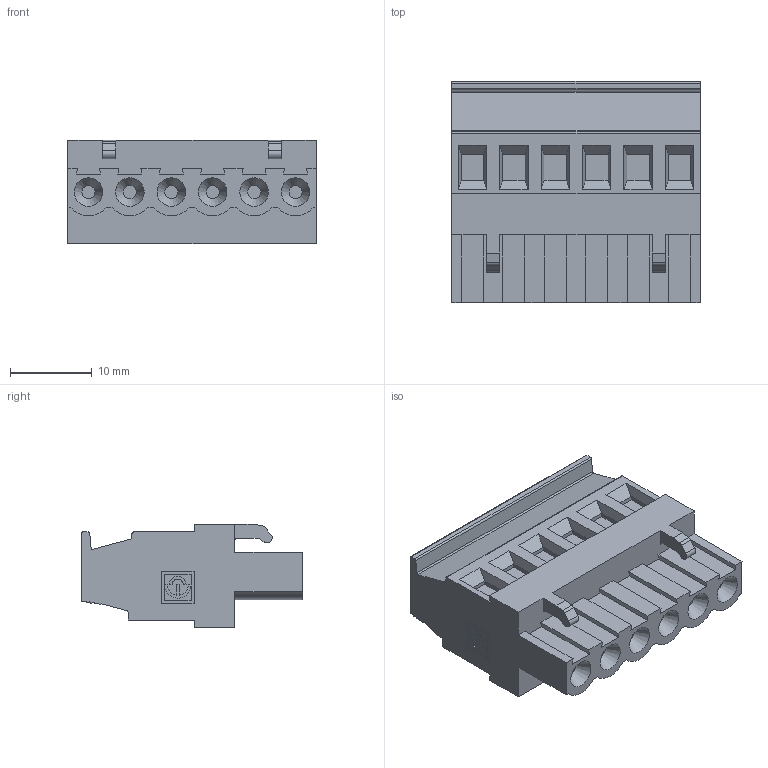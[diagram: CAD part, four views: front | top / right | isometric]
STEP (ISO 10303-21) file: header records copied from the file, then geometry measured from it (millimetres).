
FILE_DESCRIPTION(('STEP AP214'),'1');
FILE_NAME('SV06-5,08-F.stp','2020-05-11T07:46:43',(' '),(' '),'Spatial InterOp 3D',' ',' ');
FILE_SCHEMA(('automotive_design'));
Length unit declared in the file: metre
Products named in the file (1): 1
Bounding box: 30.48 x 27.1 x 12.7 mm (x, y, z)
Volume: 6835.6 mm3; surface area: 3512.1 mm2
Topology: 1 solids, 1 shells, 233 faces, 594 edges, 385 vertices
Faces by surface type: plane 178, cylinder 48, cone 6, extrusion 1
Full cylindrical faces by diameter (mm): 1.6 x6, 4 x6
Entity records: 8652 total; most frequent: CARTESIAN_POINT 1195, DIRECTION 1143, ORIENTED_EDGE 1128, EDGE_CURVE 564, VECTOR 437, LINE 436, VERTEX_POINT 373, AXIS2_PLACEMENT_3D 353
